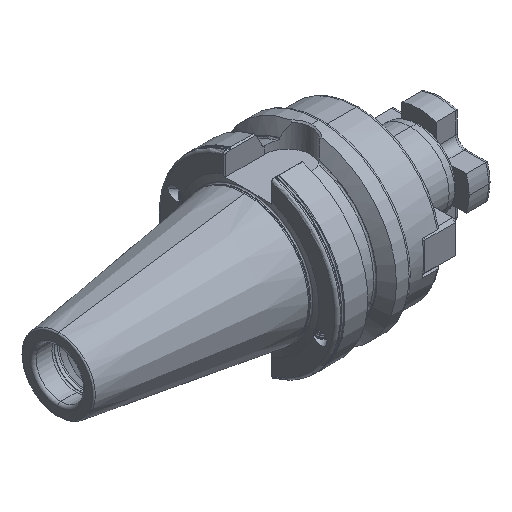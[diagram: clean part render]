
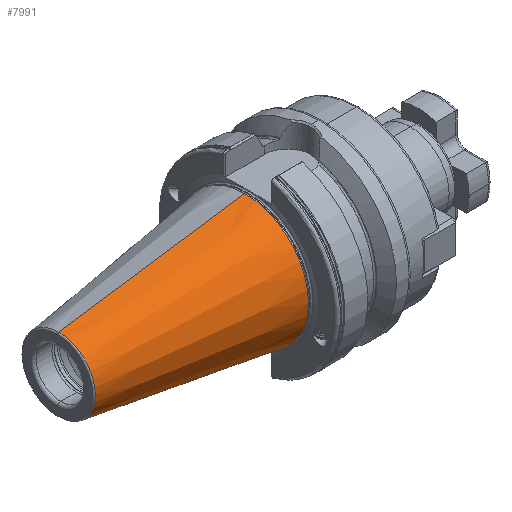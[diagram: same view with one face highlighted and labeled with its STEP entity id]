
A CAD part, isometric view. The second image highlights one B-rep face of the part: STEP entity #7991.
In plain terms, the highlighted conical face has half-angle 8.297 degrees and reference radius 22.24 mm.
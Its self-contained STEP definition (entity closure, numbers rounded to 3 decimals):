
#4641 = CARTESIAN_POINT ( 'NONE',  ( -65.972, 0., 12.75 ) ) ;
#4652 = CARTESIAN_POINT ( 'NONE',  ( -0.9, 0., 22.24 ) ) ;
#4692 = CARTESIAN_POINT ( 'NONE',  ( -65.972, 0., -12.75 ) ) ;
#4696 = CARTESIAN_POINT ( 'NONE',  ( -0.9, 0., -22.24 ) ) ;
#5484 = AXIS2_PLACEMENT_3D ( 'NONE', #10051, #10060, #10061 ) ;
#5954 = VERTEX_POINT ( 'NONE', #4652 ) ;
#5960 = VERTEX_POINT ( 'NONE', #4692 ) ;
#5968 = VERTEX_POINT ( 'NONE', #4641 ) ;
#6000 = VERTEX_POINT ( 'NONE', #4696 ) ;
#7143 = CIRCLE ( 'NONE', #5484, 12.75 ) ;
#7642 = CIRCLE ( 'NONE', #22898, 22.24 ) ;
#7740 = VECTOR ( 'NONE', #30497, 1000. ) ;
#7771 = LINE ( 'NONE', #30524, #7740 ) ;
#7797 = LINE ( 'NONE', #25582, #7839 ) ;
#7839 = VECTOR ( 'NONE', #25561, 1000. ) ;
#7991 = ADVANCED_FACE ( 'NONE', ( #23752 ), #23762, .T. ) ;
#9235 = EDGE_LOOP ( 'NONE', ( #24353, #24357, #24366, #24356 ) ) ;
#10051 = CARTESIAN_POINT ( 'NONE',  ( -65.972, 0., 0. ) ) ;
#10060 = DIRECTION ( 'NONE',  ( 1., 0., 0. ) ) ;
#10061 = DIRECTION ( 'NONE',  ( 0., 0., -1. ) ) ;
#12086 = EDGE_CURVE ( 'NONE', #5954, #6000, #7642, .T. ) ;
#20851 = DIRECTION ( 'NONE',  ( 1., 0., 0. ) ) ;
#20890 = DIRECTION ( 'NONE',  ( 0., 0., -1. ) ) ;
#20893 = CARTESIAN_POINT ( 'NONE',  ( -0.9, 0., 0. ) ) ;
#22687 = AXIS2_PLACEMENT_3D ( 'NONE', #20893, #20851, #20890 ) ;
#22898 = AXIS2_PLACEMENT_3D ( 'NONE', #27514, #27479, #27529 ) ;
#22945 = EDGE_CURVE ( 'NONE', #5960, #6000, #7771, .T. ) ;
#22964 = EDGE_CURVE ( 'NONE', #5968, #5954, #7797, .T. ) ;
#23752 = FACE_OUTER_BOUND ( 'NONE', #9235, .T. ) ;
#23762 = CONICAL_SURFACE ( 'NONE', #22687, 22.24, 0.145 ) ;
#24353 = ORIENTED_EDGE ( 'NONE', *, *, #22964, .F. ) ;
#24356 = ORIENTED_EDGE ( 'NONE', *, *, #12086, .F. ) ;
#24357 = ORIENTED_EDGE ( 'NONE', *, *, #30986, .T. ) ;
#24366 = ORIENTED_EDGE ( 'NONE', *, *, #22945, .T. ) ;
#25561 = DIRECTION ( 'NONE',  ( 0.99, 0., 0.144 ) ) ;
#25582 = CARTESIAN_POINT ( 'NONE',  ( -0.9, 0., 22.24 ) ) ;
#27479 = DIRECTION ( 'NONE',  ( 1., 0., 0. ) ) ;
#27514 = CARTESIAN_POINT ( 'NONE',  ( -0.9, 0., 0. ) ) ;
#27529 = DIRECTION ( 'NONE',  ( 0., 0., -1. ) ) ;
#30497 = DIRECTION ( 'NONE',  ( 0.99, 0., -0.144 ) ) ;
#30524 = CARTESIAN_POINT ( 'NONE',  ( -0.9, 0., -22.24 ) ) ;
#30986 = EDGE_CURVE ( 'NONE', #5968, #5960, #7143, .T. ) ;
